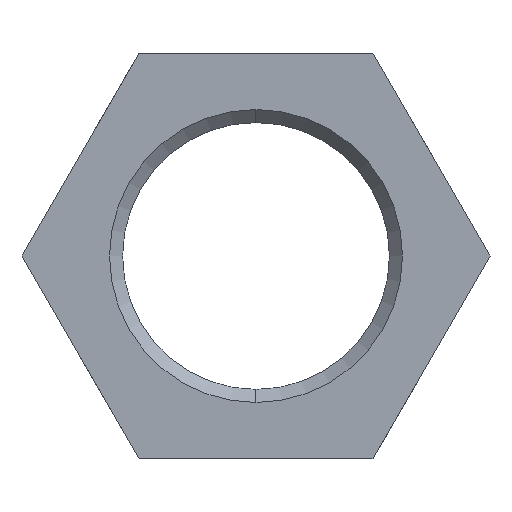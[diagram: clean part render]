
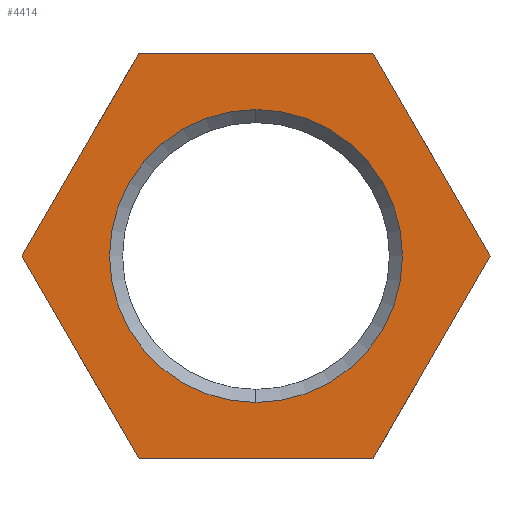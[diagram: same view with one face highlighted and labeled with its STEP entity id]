
A CAD part, left-side view. The second image highlights one B-rep face of the part: STEP entity #4414.
In plain terms, the highlighted planar face has unit normal (-1, 0, 0).
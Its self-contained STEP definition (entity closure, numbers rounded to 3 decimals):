
#4 = EDGE_CURVE ( 'NONE', #10866, #7854, #2212, .T. ) ;
#75 = DIRECTION ( 'NONE',  ( 0., 0., -1. ) ) ;
#201 = VERTEX_POINT ( 'NONE', #13058 ) ;
#563 = CIRCLE ( 'NONE', #9506, 16.625 ) ;
#598 = CARTESIAN_POINT ( 'NONE',  ( -10., 13.279, -23. ) ) ;
#617 = DIRECTION ( 'NONE',  ( 0., 1., 0. ) ) ;
#853 = VERTEX_POINT ( 'NONE', #3301 ) ;
#1160 = ORIENTED_EDGE ( 'NONE', *, *, #9259, .F. ) ;
#1658 = DIRECTION ( 'NONE',  ( 1., 0., 0. ) ) ;
#1674 = ORIENTED_EDGE ( 'NONE', *, *, #12004, .T. ) ;
#2036 = DIRECTION ( 'NONE',  ( 1., 0., 0. ) ) ;
#2212 = LINE ( 'NONE', #2505, #8770 ) ;
#2290 = PLANE ( 'NONE',  #10142 ) ;
#2449 = VECTOR ( 'NONE', #12189, 1000. ) ;
#2505 = CARTESIAN_POINT ( 'NONE',  ( -10., -7.419, 33.151 ) ) ;
#2512 = EDGE_CURVE ( 'NONE', #201, #5010, #563, .T. ) ;
#2609 = VECTOR ( 'NONE', #617, 1000. ) ;
#2638 = ORIENTED_EDGE ( 'NONE', *, *, #2512, .T. ) ;
#2801 = DIRECTION ( 'NONE',  ( 0., 0.5, 0.866 ) ) ;
#3005 = CARTESIAN_POINT ( 'NONE',  ( -10., 0., 0. ) ) ;
#3161 = CIRCLE ( 'NONE', #4500, 16.625 ) ;
#3221 = DIRECTION ( 'NONE',  ( -1., 0., 0. ) ) ;
#3301 = CARTESIAN_POINT ( 'NONE',  ( -10., 26.558, 0. ) ) ;
#3521 = DIRECTION ( 'NONE',  ( 0., -0.5, -0.866 ) ) ;
#3853 = CARTESIAN_POINT ( 'NONE',  ( -10., -25., -23. ) ) ;
#4070 = CARTESIAN_POINT ( 'NONE',  ( -10., 13.279, 23. ) ) ;
#4414 = ADVANCED_FACE ( 'NONE', ( #12684, #12040 ), #2290, .T. ) ;
#4500 = AXIS2_PLACEMENT_3D ( 'NONE', #3005, #2036, #75 ) ;
#4821 = VERTEX_POINT ( 'NONE', #598 ) ;
#5010 = VERTEX_POINT ( 'NONE', #12790 ) ;
#5033 = CARTESIAN_POINT ( 'NONE',  ( -10., 25., 23. ) ) ;
#5127 = DIRECTION ( 'NONE',  ( 0., -1., 0. ) ) ;
#5231 = ORIENTED_EDGE ( 'NONE', *, *, #11429, .F. ) ;
#5330 = LINE ( 'NONE', #3853, #2609 ) ;
#5498 = LINE ( 'NONE', #11387, #12062 ) ;
#5807 = LINE ( 'NONE', #7221, #2449 ) ;
#5931 = CARTESIAN_POINT ( 'NONE',  ( -10., -13.279, -23. ) ) ;
#6080 = CARTESIAN_POINT ( 'NONE',  ( -10., -26.558, 0. ) ) ;
#6432 = CARTESIAN_POINT ( 'NONE',  ( -10., -13.279, 23. ) ) ;
#6806 = DIRECTION ( 'NONE',  ( 0., 0., -1. ) ) ;
#7152 = LINE ( 'NONE', #5033, #7809 ) ;
#7221 = CARTESIAN_POINT ( 'NONE',  ( -10., -32.419, 10.151 ) ) ;
#7422 = VERTEX_POINT ( 'NONE', #4070 ) ;
#7809 = VECTOR ( 'NONE', #5127, 1000. ) ;
#7854 = VERTEX_POINT ( 'NONE', #6080 ) ;
#8018 = VECTOR ( 'NONE', #2801, 1000. ) ;
#8066 = ORIENTED_EDGE ( 'NONE', *, *, #9953, .F. ) ;
#8728 = CARTESIAN_POINT ( 'NONE',  ( -10., 0., 0. ) ) ;
#8770 = VECTOR ( 'NONE', #3521, 1000. ) ;
#9192 = DIRECTION ( 'NONE',  ( 0., -0.5, 0.866 ) ) ;
#9259 = EDGE_CURVE ( 'NONE', #853, #7422, #5498, .T. ) ;
#9506 = AXIS2_PLACEMENT_3D ( 'NONE', #8728, #1658, #6806 ) ;
#9529 = EDGE_CURVE ( 'NONE', #13168, #4821, #5330, .T. ) ;
#9953 = EDGE_CURVE ( 'NONE', #7854, #13168, #5807, .T. ) ;
#10076 = ORIENTED_EDGE ( 'NONE', *, *, #4, .F. ) ;
#10142 = AXIS2_PLACEMENT_3D ( 'NONE', #12402, #3221, #12996 ) ;
#10235 = LINE ( 'NONE', #11036, #8018 ) ;
#10866 = VERTEX_POINT ( 'NONE', #6432 ) ;
#11036 = CARTESIAN_POINT ( 'NONE',  ( -10., 7.419, -33.151 ) ) ;
#11387 = CARTESIAN_POINT ( 'NONE',  ( -10., 32.419, -10.151 ) ) ;
#11429 = EDGE_CURVE ( 'NONE', #4821, #853, #10235, .T. ) ;
#11444 = EDGE_LOOP ( 'NONE', ( #2638, #1674 ) ) ;
#11697 = ORIENTED_EDGE ( 'NONE', *, *, #9529, .F. ) ;
#12004 = EDGE_CURVE ( 'NONE', #5010, #201, #3161, .T. ) ;
#12040 = FACE_BOUND ( 'NONE', #11444, .T. ) ;
#12062 = VECTOR ( 'NONE', #9192, 1000. ) ;
#12189 = DIRECTION ( 'NONE',  ( 0., 0.5, -0.866 ) ) ;
#12402 = CARTESIAN_POINT ( 'NONE',  ( -10., 30.145, 0. ) ) ;
#12605 = EDGE_CURVE ( 'NONE', #7422, #10866, #7152, .T. ) ;
#12684 = FACE_OUTER_BOUND ( 'NONE', #13260, .T. ) ;
#12714 = ORIENTED_EDGE ( 'NONE', *, *, #12605, .F. ) ;
#12790 = CARTESIAN_POINT ( 'NONE',  ( -10., 0., -16.625 ) ) ;
#12996 = DIRECTION ( 'NONE',  ( 0., 0., 1. ) ) ;
#13058 = CARTESIAN_POINT ( 'NONE',  ( -10., 0., 16.625 ) ) ;
#13168 = VERTEX_POINT ( 'NONE', #5931 ) ;
#13260 = EDGE_LOOP ( 'NONE', ( #5231, #11697, #8066, #10076, #12714, #1160 ) ) ;
